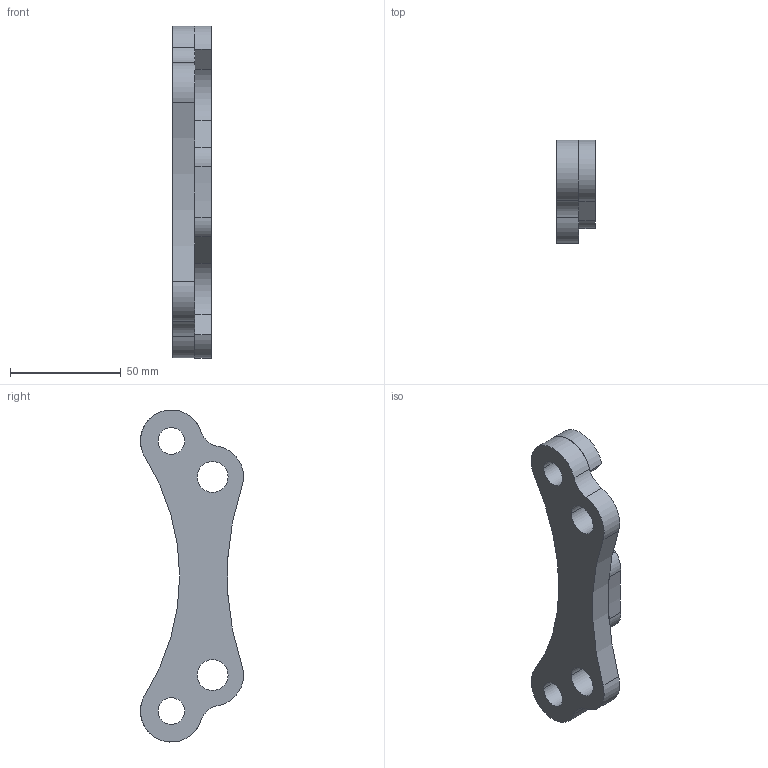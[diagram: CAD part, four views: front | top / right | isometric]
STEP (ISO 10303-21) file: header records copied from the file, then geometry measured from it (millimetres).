
FILE_DESCRIPTION(('CATIA V5 STEP Exchange'),'2;1');
FILE_NAME('adaptationsEtriersAvant.stp','2017-07-27T05:32:36+00:00',('none'),('none'),'CATIA Version 5 Release 20 GA (IN-10)','CATIA V5 STEP AP203','none');
FILE_SCHEMA(('CONFIG_CONTROL_DESIGN'));
Length unit declared in the file: millimetre
Products named in the file (1): Part1
Bounding box: 17.5 x 46.59 x 149.95 mm (x, y, z)
Volume: 55982.2 mm3; surface area: 20907.2 mm2
Topology: 2 solids, 2 shells, 36 faces, 96 edges, 64 vertices
Faces by surface type: cylinder 28, plane 8
Entity records: 1134 total; most frequent: ORIENTED_EDGE 192, CARTESIAN_POINT 191, DIRECTION 156, EDGE_CURVE 96, AXIS2_PLACEMENT_3D 87, VERTEX_POINT 64, CIRCLE 56, EDGE_LOOP 48
